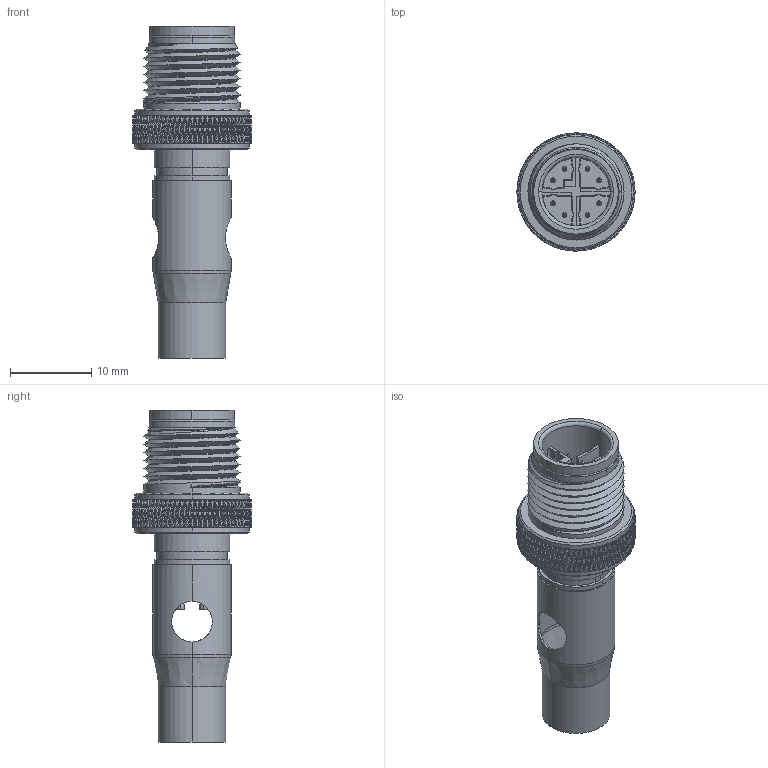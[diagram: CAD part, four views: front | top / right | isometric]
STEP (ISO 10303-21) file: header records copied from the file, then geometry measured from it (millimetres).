
FILE_DESCRIPTION((''),'2;1');
FILE_NAME('X-M-BODY_ASM','2021-04-28T',('54210'),(''),'PRO/ENGINEER BY PARAMETRIC TECHNOLOGY CORPORATION, 2014320','PRO/ENGINEER BY PARAMETRIC TECHNOLOGY CORPORATION, 2014320','');
FILE_SCHEMA(('AUTOMOTIVE_DESIGN_CC2 { 1 2 10303 214 -1 1 5 2 }'));
Products named in the file (6): X-M-BODY; X-M-TERMINAL; X-M-IN; M12-M-SCREW; SHELL-TK0084; X-M-BODY_ASM
Assembly tree (12 placements, depth 2):
  X-M-BODY_ASM
    X-M-BODY
    X-M-TERMINAL  x8
    X-M-IN
    M12-M-SCREW
    SHELL-TK0084
Bounding box: 14.5 x 14.5 x 40.78 mm (x, y, z)
Volume: 1852 mm3; surface area: 5508.6 mm2
Topology: 12 solids, 12 shells, 1912 faces, 5419 edges, 3551 vertices
Faces by surface type: plane 1198, cylinder 559, cone 90, bspline 27, torus 22, sphere 16
Entity records: 75131 total; most frequent: CARTESIAN_POINT 17117, ORIENTED_EDGE 9910, DIRECTION 7724, EDGE_CURVE 4955, PRESENTATION_STYLE_ASSIGNMENT 4907, STYLED_ITEM 4907, CURVE_STYLE 4903, VERTEX_POINT 3292
